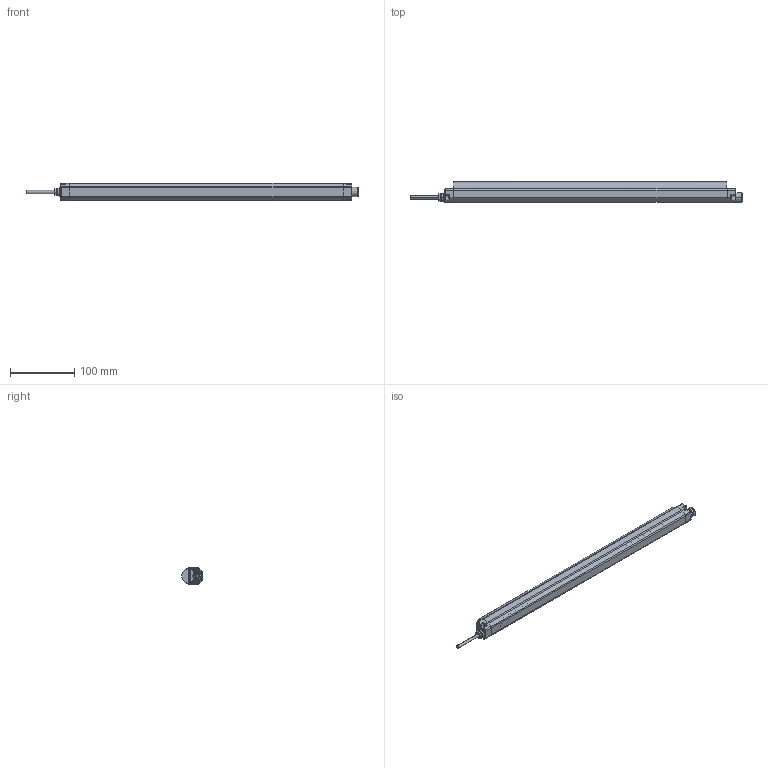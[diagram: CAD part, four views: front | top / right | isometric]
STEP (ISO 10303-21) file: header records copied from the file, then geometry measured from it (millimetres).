
FILE_DESCRIPTION((''),'2;1');
FILE_NAME('167008_SW','2012-09-04T',('banengservice'),('BANNER ENGINEERING'),'PRO/ENGINEER BY PARAMETRIC TECHNOLOGY CORPORATION, 2009141','PRO/ENGINEER BY PARAMETRIC TECHNOLOGY CORPORATION, 2009141','');
FILE_SCHEMA(('CONFIG_CONTROL_DESIGN'));
Length unit declared in the file: inch
Products named in the file (1): 167008_SW
Bounding box: 517.5 x 32.19 x 28 mm (x, y, z)
Volume: 196093.5 mm3; surface area: 123420.4 mm2
Topology: 2 solids, 2 shells, 1040 faces, 2627 edges, 1600 vertices
Faces by surface type: plane 340, cylinder 305, bspline 142, cone 139, torus 98, sphere 16
Entity records: 45180 total; most frequent: CARTESIAN_POINT 20860, ORIENTED_EDGE 5238, DIRECTION 4996, EDGE_CURVE 2619, AXIS2_PLACEMENT_3D 1929, VERTEX_POINT 1600, VECTOR 1138, LINE 1138
